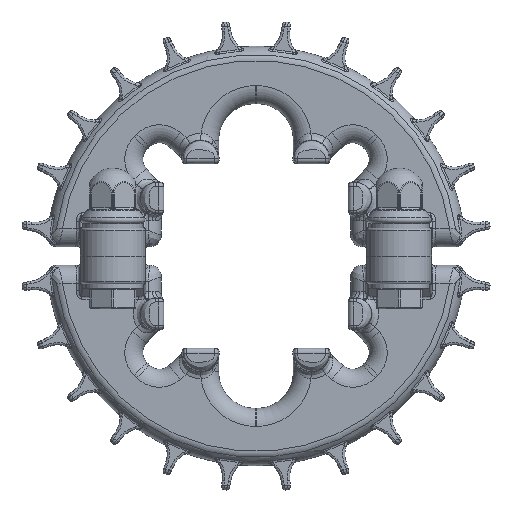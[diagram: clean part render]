
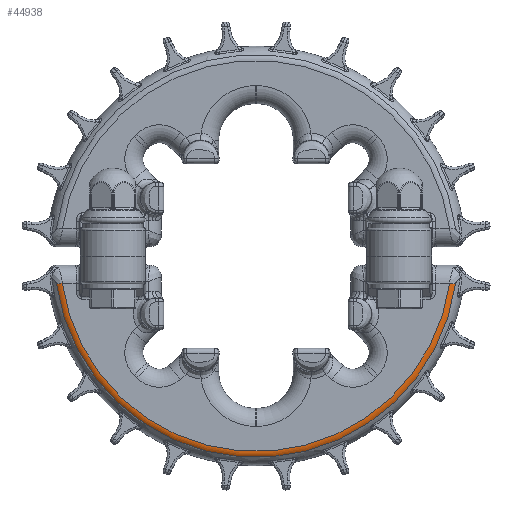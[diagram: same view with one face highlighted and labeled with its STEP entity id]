
A CAD part, front view. The second image highlights one B-rep face of the part: STEP entity #44938.
In plain terms, the highlighted toroidal (fillet/blend) face has major radius 42.33 mm and minor radius 2 mm.
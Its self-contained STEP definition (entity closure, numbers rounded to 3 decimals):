
#12510=CARTESIAN_POINT('',(43.166,-4.302,
-6.077));
#12511=CARTESIAN_POINT('',(43.108,-4.35,
-6.069));
#12512=CARTESIAN_POINT('',(42.986,-4.439,
-6.051));
#12513=CARTESIAN_POINT('',(42.788,-4.551,
-6.023));
#12514=CARTESIAN_POINT('',(42.58,-4.639,
-5.994));
#12515=CARTESIAN_POINT('',(42.363,-4.703,
-5.963));
#12516=CARTESIAN_POINT('',(42.141,-4.741,
-5.932));
#12517=CARTESIAN_POINT('',(41.991,-4.75,
-5.911));
#12518=CARTESIAN_POINT('',(41.916,-4.75,
-5.9));
#12520=CARTESIAN_POINT('',(0.,-4.302,0.));
#12521=DIRECTION('',(0.,1.,0.));
#12522=DIRECTION('',(0.99,0.,-0.139));
#12523=AXIS2_PLACEMENT_3D('',#12520,#12521,#12522);
#12525=CARTESIAN_POINT('',(-41.916,-4.75,
-5.9));
#12526=CARTESIAN_POINT('',(-41.992,-4.75,
-5.911));
#12527=CARTESIAN_POINT('',(-42.142,-4.741,
-5.932));
#12528=CARTESIAN_POINT('',(-42.364,-4.703,
-5.964));
#12529=CARTESIAN_POINT('',(-42.581,-4.639,
-5.994));
#12530=CARTESIAN_POINT('',(-42.789,-4.55,
-6.023));
#12531=CARTESIAN_POINT('',(-42.986,-4.439,
-6.051));
#12532=CARTESIAN_POINT('',(-43.108,-4.35,
-6.068));
#12533=CARTESIAN_POINT('',(-43.166,-4.302,
-6.076));
#12535=CARTESIAN_POINT('',(0.,-4.75,0.));
#12536=DIRECTION('',(0.,-1.,0.));
#12537=DIRECTION('',(-0.99,0.,-0.139));
#12538=AXIS2_PLACEMENT_3D('',#12535,#12536,#12537);
#20053=VERTEX_POINT('',#12510);
#20054=VERTEX_POINT('',#12518);
#20055=VERTEX_POINT('',#12525);
#20056=VERTEX_POINT('',#12533);
#44926=CARTESIAN_POINT('',(0.,-2.75,0.));
#44927=DIRECTION('',(0.,-1.,0.));
#44928=DIRECTION('',(-0.001,0.,1.));
#44929=AXIS2_PLACEMENT_3D('',#44926,#44927,#44928);
#44930=TOROIDAL_SURFACE('',#44929,42.33,2.);
#44931=ORIENTED_EDGE('',*,*,#44919,.F.);
#44932=ORIENTED_EDGE('',*,*,#43934,.T.);
#44934=ORIENTED_EDGE('',*,*,#44933,.F.);
#44935=ORIENTED_EDGE('',*,*,#21546,.T.);
#44936=EDGE_LOOP('',(#44931,#44932,#44934,#44935));
#44937=FACE_OUTER_BOUND('',#44936,.F.);
#12519=B_SPLINE_CURVE_WITH_KNOTS('',3,(#12510,#12511,#12512,#12513,#12514,
#12515,#12516,#12517,#12518),.UNSPECIFIED.,.F.,.F.,(4,1,1,1,1,1,4),(0.,
0.167,0.333,0.5,0.667,0.833,
1.),.UNSPECIFIED.);
#12524=CIRCLE('',#12523,43.591);
#12534=B_SPLINE_CURVE_WITH_KNOTS('',3,(#12525,#12526,#12527,#12528,#12529,
#12530,#12531,#12532,#12533),.UNSPECIFIED.,.F.,.F.,(4,1,1,1,1,1,4),(0.,
0.167,0.333,0.5,0.667,0.833,
1.),.UNSPECIFIED.);
#12539=CIRCLE('',#12538,42.33);
#21546=EDGE_CURVE('',#20055,#20054,#12539,.T.);
#43934=EDGE_CURVE('',#20053,#20056,#12524,.T.);
#44919=EDGE_CURVE('',#20053,#20054,#12519,.T.);
#44933=EDGE_CURVE('',#20055,#20056,#12534,.T.);
#44938=ADVANCED_FACE('',(#44937),#44930,.T.);
